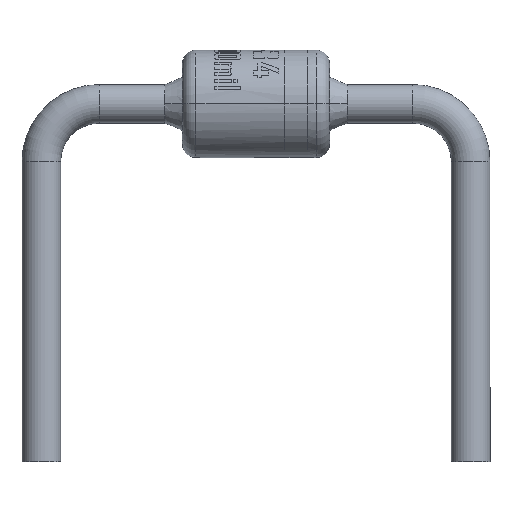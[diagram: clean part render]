
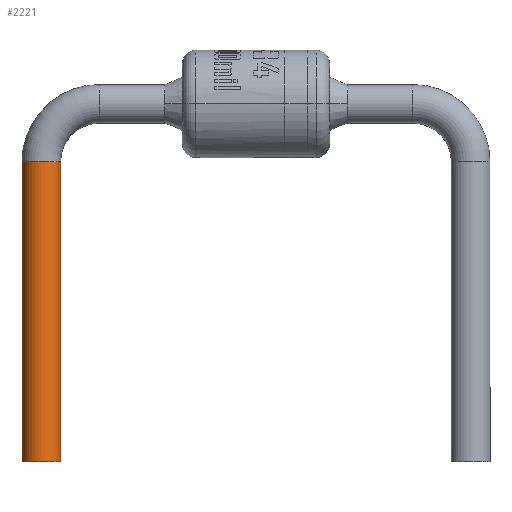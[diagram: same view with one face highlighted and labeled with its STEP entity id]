
A CAD part, top view. The second image highlights one B-rep face of the part: STEP entity #2221.
In plain terms, the highlighted cylindrical face has radius 0.229 mm (diameter 0.458 mm), a partial arc.
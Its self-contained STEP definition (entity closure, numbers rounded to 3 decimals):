
#8 = VERTEX_POINT ( 'NONE', #2901 ) ;
#171 = CIRCLE ( 'NONE', #2672, 0.229 ) ;
#357 = ORIENTED_EDGE ( 'NONE', *, *, #3220, .F. ) ;
#390 = CARTESIAN_POINT ( 'NONE',  ( -0.229, -2.6, 0. ) ) ;
#604 = DIRECTION ( 'NONE',  ( 0., 1., 0. ) ) ;
#673 = VECTOR ( 'NONE', #2860, 1000. ) ;
#675 = DIRECTION ( 'NONE',  ( 0., -1., 0. ) ) ;
#691 = ORIENTED_EDGE ( 'NONE', *, *, #800, .T. ) ;
#745 = ORIENTED_EDGE ( 'NONE', *, *, #3049, .T. ) ;
#800 = EDGE_CURVE ( 'NONE', #8, #1919, #1074, .T. ) ;
#858 = EDGE_LOOP ( 'NONE', ( #357, #691, #745, #2828 ) ) ;
#939 = AXIS2_PLACEMENT_3D ( 'NONE', #3028, #675, #982 ) ;
#982 = DIRECTION ( 'NONE',  ( 1., 0., 0. ) ) ;
#1074 = LINE ( 'NONE', #3453, #673 ) ;
#1203 = DIRECTION ( 'NONE',  ( 0., 1., 0. ) ) ;
#1246 = CARTESIAN_POINT ( 'NONE',  ( 0., -2.6, 0. ) ) ;
#1275 = CYLINDRICAL_SURFACE ( 'NONE', #939, 0.229 ) ;
#1417 = CARTESIAN_POINT ( 'NONE',  ( 0.229, -2.6, 0. ) ) ;
#1624 = CIRCLE ( 'NONE', #2560, 0.229 ) ;
#1732 = CARTESIAN_POINT ( 'NONE',  ( 0.229, 0.948, 0. ) ) ;
#1919 = VERTEX_POINT ( 'NONE', #390 ) ;
#1995 = DIRECTION ( 'NONE',  ( 0., -1., 0. ) ) ;
#2205 = VERTEX_POINT ( 'NONE', #3010 ) ;
#2221 = ADVANCED_FACE ( 'NONE', ( #3044 ), #1275, .T. ) ;
#2376 = VECTOR ( 'NONE', #1995, 1000. ) ;
#2560 = AXIS2_PLACEMENT_3D ( 'NONE', #3304, #1203, #3602 ) ;
#2672 = AXIS2_PLACEMENT_3D ( 'NONE', #1246, #604, #3335 ) ;
#2828 = ORIENTED_EDGE ( 'NONE', *, *, #2843, .F. ) ;
#2843 = EDGE_CURVE ( 'NONE', #2205, #3422, #3861, .T. ) ;
#2860 = DIRECTION ( 'NONE',  ( 0., -1., 0. ) ) ;
#2901 = CARTESIAN_POINT ( 'NONE',  ( -0.229, 0.948, 0. ) ) ;
#3010 = CARTESIAN_POINT ( 'NONE',  ( 0.229, 0.948, 0. ) ) ;
#3028 = CARTESIAN_POINT ( 'NONE',  ( 0., 0.948, 0. ) ) ;
#3044 = FACE_OUTER_BOUND ( 'NONE', #858, .T. ) ;
#3049 = EDGE_CURVE ( 'NONE', #1919, #3422, #171, .T. ) ;
#3220 = EDGE_CURVE ( 'NONE', #8, #2205, #1624, .T. ) ;
#3304 = CARTESIAN_POINT ( 'NONE',  ( 0., 0.948, 0. ) ) ;
#3335 = DIRECTION ( 'NONE',  ( 0., 0., -1. ) ) ;
#3422 = VERTEX_POINT ( 'NONE', #1417 ) ;
#3453 = CARTESIAN_POINT ( 'NONE',  ( -0.229, 0.948, 0. ) ) ;
#3602 = DIRECTION ( 'NONE',  ( 0., 0., -1. ) ) ;
#3861 = LINE ( 'NONE', #1732, #2376 ) ;
